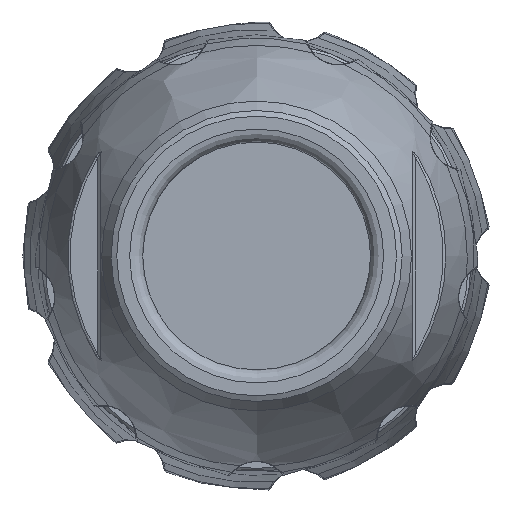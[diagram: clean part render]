
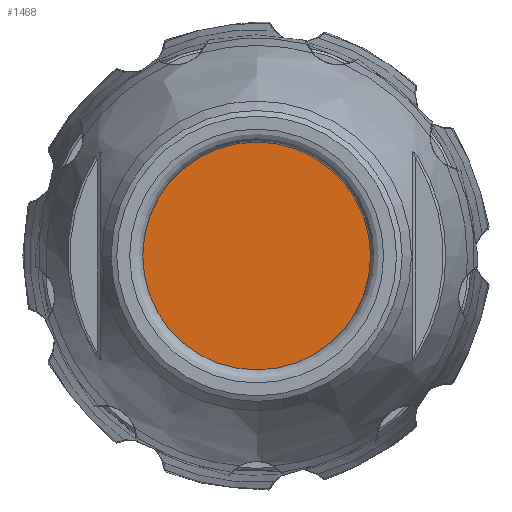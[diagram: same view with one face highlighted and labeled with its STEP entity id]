
A CAD part, left-side view. The second image highlights one B-rep face of the part: STEP entity #1468.
In plain terms, the highlighted planar face has unit normal (-1, 0, 0).
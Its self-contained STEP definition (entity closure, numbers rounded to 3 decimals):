
#504=FACE_OUTER_BOUND('',#2140,.T.);
#1179=PLANE('',#5794);
#1468=ADVANCED_FACE('',(#504),#1179,.F.);
#2140=EDGE_LOOP('',(#3422));
#3422=ORIENTED_EDGE('',*,*,#4832,.F.);
#4139=VERTEX_POINT('',#13327);
#4832=EDGE_CURVE('',#4139,#4139,#5249,.T.);
#5249=CIRCLE('',#5793,8.75);
#5793=AXIS2_PLACEMENT_3D('',#13326,#6990,#6991);
#5794=AXIS2_PLACEMENT_3D('',#13328,#6992,#6993);
#6990=DIRECTION('',(1.,0.,0.));
#6991=DIRECTION('',(0.,0.,-1.));
#6992=DIRECTION('',(1.,0.,0.));
#6993=DIRECTION('',(0.,0.,-1.));
#13326=CARTESIAN_POINT('',(-52.6,0.,0.));
#13327=CARTESIAN_POINT('',(-52.6,0.,-8.75));
#13328=CARTESIAN_POINT('',(-52.6,0.,0.));
